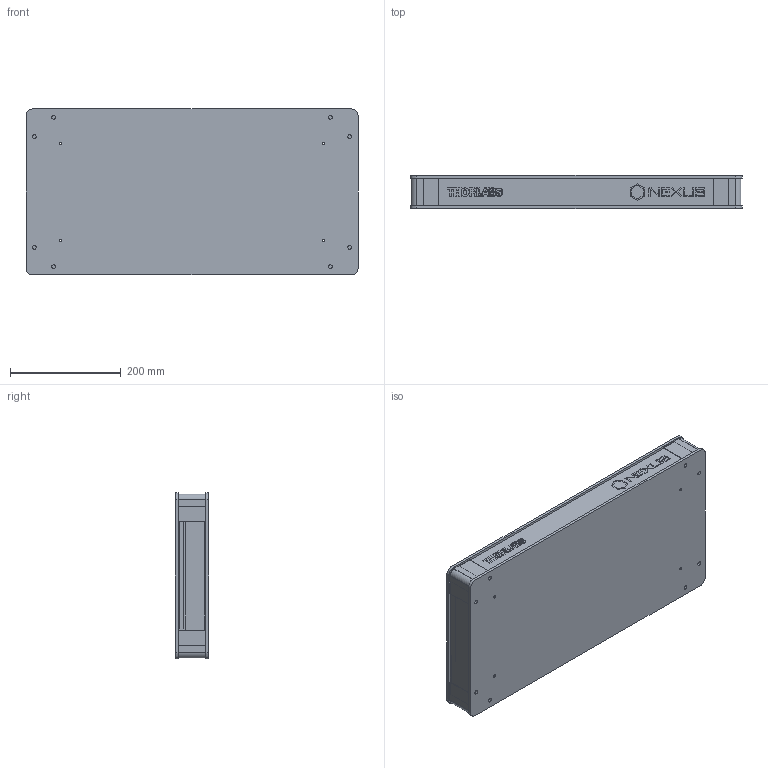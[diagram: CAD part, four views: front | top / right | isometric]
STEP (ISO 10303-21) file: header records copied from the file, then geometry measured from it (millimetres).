
FILE_DESCRIPTION (( 'STEP AP203' ), '1' );
FILE_NAME ('B3060A.STEP', '2013-05-28T15:57:12', ( '' ), ( '' ), 'SwSTEP 2.0', 'SolidWorks 2012', '' );
FILE_SCHEMA (( 'CONFIG_CONTROL_DESIGN' ));
Length unit declared in the file: millimetre
Products named in the file (16): B3060A; 107461 - Desktop Roll Cut to 49mm_METRIC - 300mm Breadboard; 107435 - Corner Angle 60mm Breadboard; 107440 - Printed Desktop 49mm Width_107440-01 - 600mm Breadboard; 107461 - Desktop Roll Cut to 49mm_METRIC - 900mm Breadboard; 107400 - Breadboard Top Skin_107400-02; FE0053 - 50mm Width Core_METRIC - 600mm Breadboard; 107502 - Side Panel 600 x 60mm Breadboard; End Cap^107502 - Side Panel 600 x 60mm Breadboard; Sealing Strip^107502 - Side Panel 600 x 60mm Breadboard; C Section^107502 - Side Panel 600 x 60mm Breadboard; 107500 - Side Panel 300 x 60mm Breadboard; End Cap^107500 - Side Panel 300 x 60mm Breadboard; Sealing Strip^107500 - Side Panel 300 x 60mm Breadboard; C Section^107500 - Side Panel 300 x 60mm Breadboard; 107559 - Breadboard Base Skin 300 x 600
Assembly tree (33 placements, depth 3):
  B3060A
    107559 - Breadboard Base Skin 300 x 600
    107500 - Side Panel 300 x 60mm Breadboard  x2
      C Section^107500 - Side Panel 300 x 60mm Breadboard
      Sealing Strip^107500 - Side Panel 300 x 60mm Breadboard
      End Cap^107500 - Side Panel 300 x 60mm Breadboard
    107502 - Side Panel 600 x 60mm Breadboard  x2
      C Section^107502 - Side Panel 600 x 60mm Breadboard
      Sealing Strip^107502 - Side Panel 600 x 60mm Breadboard
      End Cap^107502 - Side Panel 600 x 60mm Breadboard
    FE0053 - 50mm Width Core_METRIC - 600mm Breadboard  x10
    107400 - Breadboard Top Skin_107400-02
    107440 - Printed Desktop 49mm Width_107440-01 - 600mm Breadboard  x2
      107461 - Desktop Roll Cut to 49mm_METRIC - 900mm Breadboard
    107435 - Corner Angle 60mm Breadboard  x4
    107461 - Desktop Roll Cut to 49mm_METRIC - 300mm Breadboard  x2
Bounding box: 600 x 60 x 300 mm (x, y, z)
Volume: 2419733.5 mm3; surface area: 2827458.5 mm2
Topology: 46 solids, 46 shells, 2756 faces, 7694 edges, 5076 vertices
Faces by surface type: plane 1756, cylinder 996, bspline 4
Entity records: 44869 total; most frequent: DIRECTION 7705, CARTESIAN_POINT 7200, ORIENTED_EDGE 7086, EDGE_CURVE 3543, AXIS2_PLACEMENT_3D 2875, VERTEX_POINT 2338, EDGE_LOOP 1957, LINE 1955
